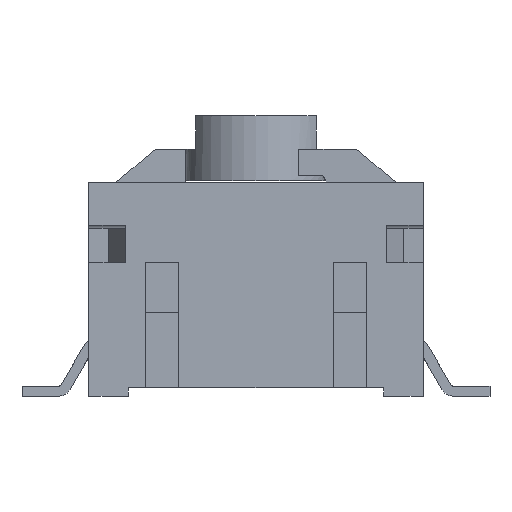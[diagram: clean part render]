
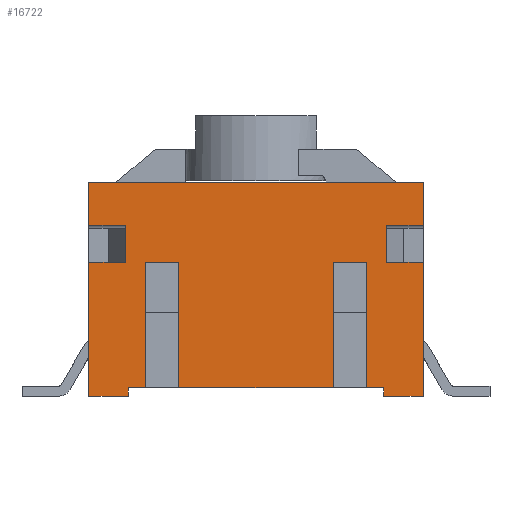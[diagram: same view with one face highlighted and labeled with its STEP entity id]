
A CAD part, front view. The second image highlights one B-rep face of the part: STEP entity #16722.
In plain terms, the highlighted planar face has unit normal (0, -1, 0).
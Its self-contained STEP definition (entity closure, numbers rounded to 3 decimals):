
#2816=CARTESIAN_POINT('',(-5.,-5.,4.));
#2817=VERTEX_POINT('',#2816);
#2824=CARTESIAN_POINT('',(-3.912,-5.,4.));
#2825=VERTEX_POINT('',#2824);
#2826=CARTESIAN_POINT('',(-3.912,-5.,4.));
#2827=DIRECTION('',(-1.0,0.0,0.0));
#2828=VECTOR('',#2827,1.088);
#2829=LINE('',#2826,#2828);
#2830=EDGE_CURVE('',#2825,#2817,#2829,.T.);
#5845=CARTESIAN_POINT('',(-2.31,-5.,4.));
#5846=VERTEX_POINT('',#5845);
#5853=CARTESIAN_POINT('',(-3.31,-5.,4.));
#5854=VERTEX_POINT('',#5853);
#5855=CARTESIAN_POINT('',(-3.31,-5.,4.));
#5856=DIRECTION('',(1.0,0.0,0.0));
#5857=VECTOR('',#5856,1.);
#5858=LINE('',#5855,#5857);
#5859=EDGE_CURVE('',#5854,#5846,#5858,.T.);
#5925=CARTESIAN_POINT('',(3.31,-5.,4.));
#5926=VERTEX_POINT('',#5925);
#5933=CARTESIAN_POINT('',(2.31,-5.,4.));
#5934=VERTEX_POINT('',#5933);
#5935=CARTESIAN_POINT('',(2.31,-5.,4.));
#5936=DIRECTION('',(1.0,0.0,0.0));
#5937=VECTOR('',#5936,1.);
#5938=LINE('',#5935,#5937);
#5939=EDGE_CURVE('',#5934,#5926,#5938,.T.);
#9183=CARTESIAN_POINT('',(-3.912,-5.,5.116));
#9184=VERTEX_POINT('',#9183);
#9192=CARTESIAN_POINT('',(-5.,-5.,5.116));
#9193=VERTEX_POINT('',#9192);
#9194=CARTESIAN_POINT('',(-3.912,-5.,5.116));
#9195=DIRECTION('',(-1.0,0.0,0.0));
#9196=VECTOR('',#9195,1.088);
#9197=LINE('',#9194,#9196);
#9198=EDGE_CURVE('',#9184,#9193,#9197,.T.);
#9268=CARTESIAN_POINT('',(5.,-5.,5.116));
#9269=VERTEX_POINT('',#9268);
#9270=CARTESIAN_POINT('',(3.912,-5.,5.116));
#9271=VERTEX_POINT('',#9270);
#9272=CARTESIAN_POINT('',(5.,-5.,5.116));
#9273=DIRECTION('',(-1.0,0.0,0.0));
#9274=VECTOR('',#9273,1.088);
#9275=LINE('',#9272,#9274);
#9276=EDGE_CURVE('',#9269,#9271,#9275,.T.);
#9427=CARTESIAN_POINT('',(3.912,-5.,4.));
#9428=VERTEX_POINT('',#9427);
#9429=CARTESIAN_POINT('',(3.912,-5.,4.));
#9430=DIRECTION('',(0.0,0.0,1.0));
#9431=VECTOR('',#9430,1.116);
#9432=LINE('',#9429,#9431);
#9433=EDGE_CURVE('',#9428,#9271,#9432,.T.);
#9449=CARTESIAN_POINT('',(-3.912,-5.,4.));
#9450=DIRECTION('',(0.0,0.0,1.0));
#9451=VECTOR('',#9450,1.116);
#9452=LINE('',#9449,#9451);
#9453=EDGE_CURVE('',#2825,#9184,#9452,.T.);
#9674=CARTESIAN_POINT('',(-5.,-5.,6.385));
#9675=VERTEX_POINT('',#9674);
#9676=CARTESIAN_POINT('',(-5.,-5.,6.385));
#9677=DIRECTION('',(0.0,0.0,-1.0));
#9678=VECTOR('',#9677,1.269);
#9679=LINE('',#9676,#9678);
#9680=EDGE_CURVE('',#9675,#9193,#9679,.T.);
#9772=CARTESIAN_POINT('',(5.0,-5.,6.385));
#9773=VERTEX_POINT('',#9772);
#9780=CARTESIAN_POINT('',(5.,-5.,5.116));
#9781=DIRECTION('',(0.0,0.0,1.0));
#9782=VECTOR('',#9781,1.269);
#9783=LINE('',#9780,#9782);
#9784=EDGE_CURVE('',#9269,#9773,#9783,.T.);
#10073=CARTESIAN_POINT('',(-5.,-5.,6.385));
#10074=DIRECTION('',(1.0,0.0,0.0));
#10075=VECTOR('',#10074,10.);
#10076=LINE('',#10073,#10075);
#10077=EDGE_CURVE('',#9675,#9773,#10076,.T.);
#10138=CARTESIAN_POINT('',(5.,-5.0,4.));
#10139=VERTEX_POINT('',#10138);
#10140=CARTESIAN_POINT('',(5.,-5.0,4.));
#10141=DIRECTION('',(-1.0,0.0,0.0));
#10142=VECTOR('',#10141,1.088);
#10143=LINE('',#10140,#10142);
#10144=EDGE_CURVE('',#10139,#9428,#10143,.T.);
#13217=CARTESIAN_POINT('',(2.31,-5.,0.25));
#13218=VERTEX_POINT('',#13217);
#13225=CARTESIAN_POINT('',(-2.31,-5.,0.25));
#13226=VERTEX_POINT('',#13225);
#13227=CARTESIAN_POINT('',(-2.31,-5.,0.25));
#13228=DIRECTION('',(1.0,0.0,0.0));
#13229=VECTOR('',#13228,4.62);
#13230=LINE('',#13227,#13229);
#13231=EDGE_CURVE('',#13226,#13218,#13230,.T.);
#13249=CARTESIAN_POINT('',(-3.31,-5.,0.25));
#13250=VERTEX_POINT('',#13249);
#13257=CARTESIAN_POINT('',(-3.82,-5.,0.25));
#13258=VERTEX_POINT('',#13257);
#13259=CARTESIAN_POINT('',(-3.82,-5.,0.25));
#13260=DIRECTION('',(1.0,0.0,0.0));
#13261=VECTOR('',#13260,0.51);
#13262=LINE('',#13259,#13261);
#13263=EDGE_CURVE('',#13258,#13250,#13262,.T.);
#13377=CARTESIAN_POINT('',(3.82,-5.0,0.25));
#13378=VERTEX_POINT('',#13377);
#13385=CARTESIAN_POINT('',(3.31,-5.,0.25));
#13386=VERTEX_POINT('',#13385);
#13387=CARTESIAN_POINT('',(3.31,-5.0,0.25));
#13388=DIRECTION('',(1.0,0.0,0.0));
#13389=VECTOR('',#13388,0.51);
#13390=LINE('',#13387,#13389);
#13391=EDGE_CURVE('',#13386,#13378,#13390,.T.);
#13922=CARTESIAN_POINT('',(5.,-5.0,0.0));
#13923=VERTEX_POINT('',#13922);
#13924=CARTESIAN_POINT('',(5.,-5.0,0.0));
#13925=DIRECTION('',(0.0,0.0,1.0));
#13926=VECTOR('',#13925,4.);
#13927=LINE('',#13924,#13926);
#13928=EDGE_CURVE('',#13923,#10139,#13927,.T.);
#16415=CARTESIAN_POINT('',(-2.31,-5.,4.));
#16416=DIRECTION('',(0.0,0.0,-1.0));
#16417=VECTOR('',#16416,3.75);
#16418=LINE('',#16415,#16417);
#16419=EDGE_CURVE('',#5846,#13226,#16418,.T.);
#16456=CARTESIAN_POINT('',(3.31,-5.0,4.));
#16457=DIRECTION('',(0.0,0.0,-1.0));
#16458=VECTOR('',#16457,3.75);
#16459=LINE('',#16456,#16458);
#16460=EDGE_CURVE('',#5926,#13386,#16459,.T.);
#16490=CARTESIAN_POINT('',(2.31,-5.0,0.25));
#16491=DIRECTION('',(0.0,0.0,1.0));
#16492=VECTOR('',#16491,3.75);
#16493=LINE('',#16490,#16492);
#16494=EDGE_CURVE('',#13218,#5934,#16493,.T.);
#16509=CARTESIAN_POINT('',(-3.31,-5.,0.25));
#16510=DIRECTION('',(0.0,0.0,1.0));
#16511=VECTOR('',#16510,3.75);
#16512=LINE('',#16509,#16511);
#16513=EDGE_CURVE('',#13250,#5854,#16512,.T.);
#16660=CARTESIAN_POINT('',(5.,-5.0,0.0));
#16661=DIRECTION('',(0.0,-1.0,0.0));
#16662=DIRECTION('',(0.0,0.0,-1.0));
#16663=AXIS2_PLACEMENT_3D('',#16660,#16661,#16662);
#16664=PLANE('',#16663);
#16665=ORIENTED_EDGE('',*,*,#16460,.T.);
#16666=ORIENTED_EDGE('',*,*,#13391,.T.);
#16667=CARTESIAN_POINT('',(3.82,-5.0,0.0));
#16668=VERTEX_POINT('',#16667);
#16669=CARTESIAN_POINT('',(3.82,-5.0,0.25));
#16670=DIRECTION('',(0.0,0.0,-1.0));
#16671=VECTOR('',#16670,0.25);
#16672=LINE('',#16669,#16671);
#16673=EDGE_CURVE('',#13378,#16668,#16672,.T.);
#16674=ORIENTED_EDGE('',*,*,#16673,.T.);
#16675=CARTESIAN_POINT('',(5.,-5.0,0.0));
#16676=DIRECTION('',(-1.0,0.0,0.0));
#16677=VECTOR('',#16676,1.18);
#16678=LINE('',#16675,#16677);
#16679=EDGE_CURVE('',#13923,#16668,#16678,.T.);
#16680=ORIENTED_EDGE('',*,*,#16679,.F.);
#16681=ORIENTED_EDGE('',*,*,#13928,.T.);
#16682=ORIENTED_EDGE('',*,*,#10144,.T.);
#16683=ORIENTED_EDGE('',*,*,#9433,.T.);
#16684=ORIENTED_EDGE('',*,*,#9276,.F.);
#16685=ORIENTED_EDGE('',*,*,#9784,.T.);
#16686=ORIENTED_EDGE('',*,*,#10077,.F.);
#16687=ORIENTED_EDGE('',*,*,#9680,.T.);
#16688=ORIENTED_EDGE('',*,*,#9198,.F.);
#16689=ORIENTED_EDGE('',*,*,#9453,.F.);
#16690=ORIENTED_EDGE('',*,*,#2830,.T.);
#16691=CARTESIAN_POINT('',(-5.,-5.,0.0));
#16692=VERTEX_POINT('',#16691);
#16693=CARTESIAN_POINT('',(-5.,-5.,0.0));
#16694=DIRECTION('',(0.0,0.0,1.0));
#16695=VECTOR('',#16694,4.);
#16696=LINE('',#16693,#16695);
#16697=EDGE_CURVE('',#16692,#2817,#16696,.T.);
#16698=ORIENTED_EDGE('',*,*,#16697,.F.);
#16699=CARTESIAN_POINT('',(-3.82,-5.,0.0));
#16700=VERTEX_POINT('',#16699);
#16701=CARTESIAN_POINT('',(-3.82,-5.,0.0));
#16702=DIRECTION('',(-1.0,0.0,0.0));
#16703=VECTOR('',#16702,1.18);
#16704=LINE('',#16701,#16703);
#16705=EDGE_CURVE('',#16700,#16692,#16704,.T.);
#16706=ORIENTED_EDGE('',*,*,#16705,.F.);
#16707=CARTESIAN_POINT('',(-3.82,-5.,0.0));
#16708=DIRECTION('',(0.0,0.0,1.0));
#16709=VECTOR('',#16708,0.25);
#16710=LINE('',#16707,#16709);
#16711=EDGE_CURVE('',#16700,#13258,#16710,.T.);
#16712=ORIENTED_EDGE('',*,*,#16711,.T.);
#16713=ORIENTED_EDGE('',*,*,#13263,.T.);
#16714=ORIENTED_EDGE('',*,*,#16513,.T.);
#16715=ORIENTED_EDGE('',*,*,#5859,.T.);
#16716=ORIENTED_EDGE('',*,*,#16419,.T.);
#16717=ORIENTED_EDGE('',*,*,#13231,.T.);
#16718=ORIENTED_EDGE('',*,*,#16494,.T.);
#16719=ORIENTED_EDGE('',*,*,#5939,.T.);
#16720=EDGE_LOOP('',(#16665,#16666,#16674,#16680,#16681,#16682,#16683,#16684,#16685,#16686,#16687,#16688,#16689,#16690,#16698,#16706,#16712,#16713,#16714,#16715,#16716,#16717,#16718,#16719));
#16721=FACE_OUTER_BOUND('',#16720,.T.);
#16722=ADVANCED_FACE('',(#16721),#16664,.T.);
